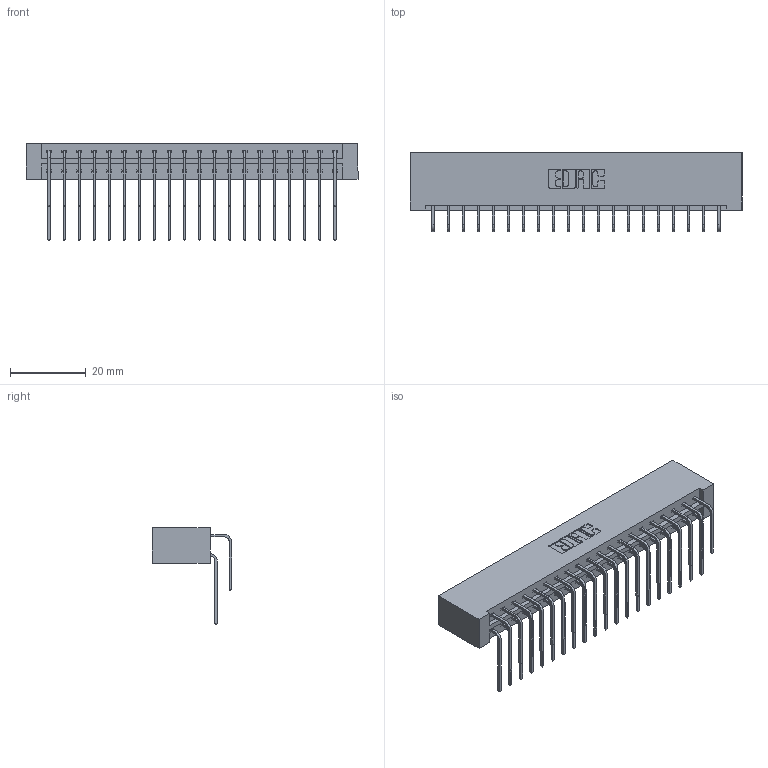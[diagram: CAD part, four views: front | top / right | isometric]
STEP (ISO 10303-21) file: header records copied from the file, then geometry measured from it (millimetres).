
FILE_DESCRIPTION (( 'STEP AP203' ), '1' );
FILE_NAME ('833-040-559-201.STEP', '2020-06-03T18:06:54', ( '' ), ( '' ), 'SwSTEP 2.0', 'SolidWorks 2020', '' );
FILE_SCHEMA (( 'CONFIG_CONTROL_DESIGN' ));
Length unit declared in the file: inch
Products named in the file (4): 833 Part_Lugless; 833-040-559-201; 345-292-001_559 Tail - 2; 345-292-001_558 559 Tail - 1
Assembly tree (41 placements, depth 2):
  833-040-559-201
    833 Part_Lugless
    345-292-001_558 559 Tail - 1  x20
    345-292-001_559 Tail - 2  x20
Bounding box: 87.5 x 20.9 x 25.53 mm (x, y, z)
Volume: 9590.8 mm3; surface area: 12276 mm2
Topology: 41 solids, 41 shells, 2266 faces, 6727 edges, 4430 vertices
Faces by surface type: plane 1586, cylinder 680
Entity records: 17219 total; most frequent: CARTESIAN_POINT 2929, ORIENTED_EDGE 2814, DIRECTION 2515, EDGE_CURVE 1407, VECTOR 1247, LINE 1247, VERTEX_POINT 934, AXIS2_PLACEMENT_3D 634
